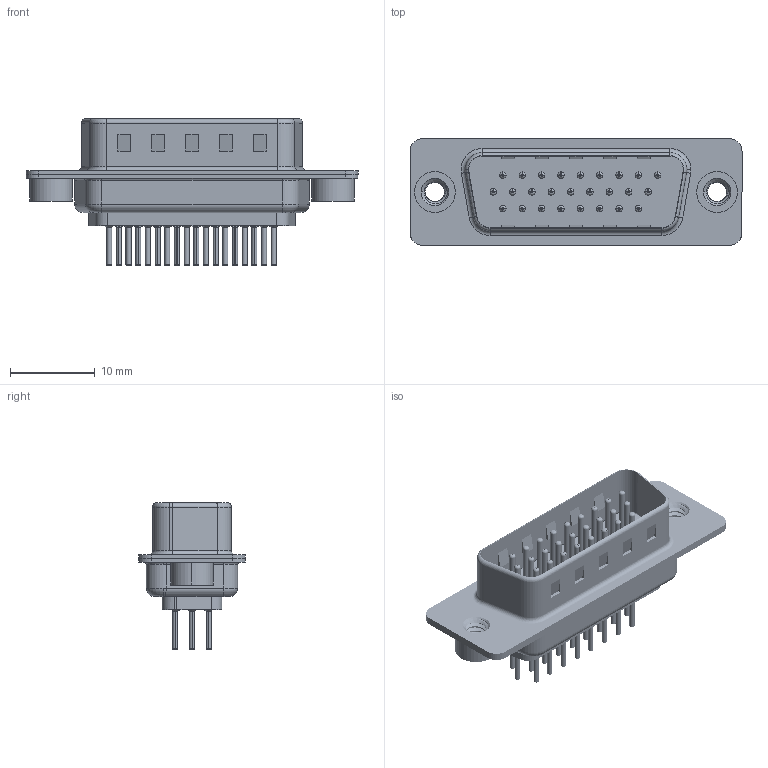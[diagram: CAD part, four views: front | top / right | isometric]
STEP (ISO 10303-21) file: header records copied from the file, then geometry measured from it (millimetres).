
FILE_DESCRIPTION (( 'STEP AP203' ), '1' );
FILE_NAME ('637-026-230-242.STEP', '2020-07-18T00:15:24', ( '' ), ( '' ), 'SwSTEP 2.0', 'SolidWorks 2020', '' );
FILE_SCHEMA (( 'CONFIG_CONTROL_DESIGN' ));
Length unit declared in the file: millimetre
Products named in the file (8): 637 Shell Rear_26 Contacts; 637 Housing_26 Contacts; 637 Contact Row 3_30; 637 Contact Row 1_30; 637 Contact Row 2_30; 637 Shell Front_26 Contacts; 637-026-230-242; 637 4-40 Threaded Rivet
Assembly tree (31 placements, depth 2):
  637-026-230-242
    637 Housing_26 Contacts
    637 Shell Front_26 Contacts
    637 Shell Rear_26 Contacts
    637 Contact Row 1_30  x9
    637 Contact Row 2_30  x9
    637 Contact Row 3_30  x8
    637 4-40 Threaded Rivet  x2
Bounding box: 39.2 x 12.6 x 17.25 mm (x, y, z)
Volume: 1829.4 mm3; surface area: 6693.2 mm2
Topology: 31 solids, 31 shells, 2940 faces, 7747 edges, 4776 vertices
Faces by surface type: cylinder 1095, torus 804, plane 763, cone 272, bspline 6
Entity records: 27455 total; most frequent: CARTESIAN_POINT 6374, DIRECTION 4421, ORIENTED_EDGE 3922, EDGE_CURVE 1961, AXIS2_PLACEMENT_3D 1787, VERTEX_POINT 1245, CIRCLE 965, EDGE_LOOP 938
